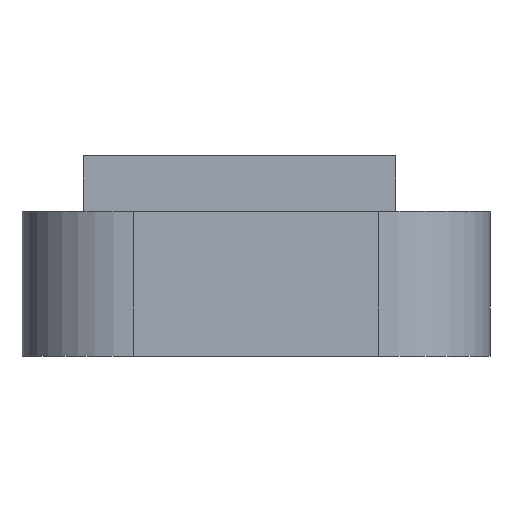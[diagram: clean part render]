
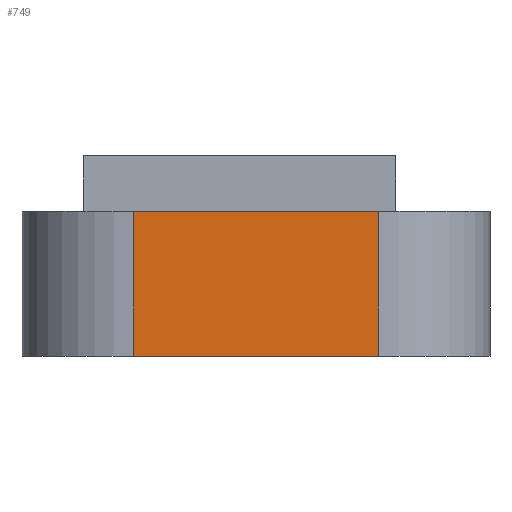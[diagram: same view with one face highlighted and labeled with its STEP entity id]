
A CAD part, front view. The second image highlights one B-rep face of the part: STEP entity #749.
In plain terms, the highlighted planar face has unit normal (0, -1, 0).
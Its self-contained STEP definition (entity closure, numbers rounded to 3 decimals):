
#35 = EDGE_CURVE ( 'NONE', #186, #620, #748, .T. ) ;
#58 = DIRECTION ( 'NONE',  ( 1., 0., 0. ) ) ;
#62 = FACE_OUTER_BOUND ( 'NONE', #268, .T. ) ;
#65 = CARTESIAN_POINT ( 'NONE',  ( 6.4, 0., 2.6 ) ) ;
#99 = LINE ( 'NONE', #441, #109 ) ;
#105 = LINE ( 'NONE', #790, #327 ) ;
#109 = VECTOR ( 'NONE', #722, 1000. ) ;
#140 = DIRECTION ( 'NONE',  ( 0., 1., 0. ) ) ;
#186 = VERTEX_POINT ( 'NONE', #782 ) ;
#194 = AXIS2_PLACEMENT_3D ( 'NONE', #755, #140, #345 ) ;
#225 = VERTEX_POINT ( 'NONE', #856 ) ;
#229 = EDGE_CURVE ( 'NONE', #186, #464, #99, .T. ) ;
#267 = PLANE ( 'NONE',  #194 ) ;
#268 = EDGE_LOOP ( 'NONE', ( #360, #818, #425, #410 ) ) ;
#327 = VECTOR ( 'NONE', #855, 1000. ) ;
#345 = DIRECTION ( 'NONE',  ( 0., 0., 1. ) ) ;
#360 = ORIENTED_EDGE ( 'NONE', *, *, #35, .F. ) ;
#410 = ORIENTED_EDGE ( 'NONE', *, *, #719, .T. ) ;
#425 = ORIENTED_EDGE ( 'NONE', *, *, #435, .T. ) ;
#435 = EDGE_CURVE ( 'NONE', #464, #225, #105, .T. ) ;
#441 = CARTESIAN_POINT ( 'NONE',  ( 2., 0., 2.6 ) ) ;
#451 = CARTESIAN_POINT ( 'NONE',  ( 2., 0., 0. ) ) ;
#463 = LINE ( 'NONE', #814, #507 ) ;
#464 = VERTEX_POINT ( 'NONE', #451 ) ;
#507 = VECTOR ( 'NONE', #551, 1000. ) ;
#551 = DIRECTION ( 'NONE',  ( 0., 0., 1. ) ) ;
#620 = VERTEX_POINT ( 'NONE', #65 ) ;
#681 = CARTESIAN_POINT ( 'NONE',  ( 0., 0., 2.6 ) ) ;
#719 = EDGE_CURVE ( 'NONE', #225, #620, #463, .T. ) ;
#722 = DIRECTION ( 'NONE',  ( 0., 0., -1. ) ) ;
#729 = VECTOR ( 'NONE', #58, 1000. ) ;
#748 = LINE ( 'NONE', #681, #729 ) ;
#749 = ADVANCED_FACE ( 'NONE', ( #62 ), #267, .F. ) ;
#755 = CARTESIAN_POINT ( 'NONE',  ( 0., 0., 2.6 ) ) ;
#782 = CARTESIAN_POINT ( 'NONE',  ( 2., 0., 2.6 ) ) ;
#790 = CARTESIAN_POINT ( 'NONE',  ( 0., 0., 0. ) ) ;
#814 = CARTESIAN_POINT ( 'NONE',  ( 6.4, 0., 2.6 ) ) ;
#818 = ORIENTED_EDGE ( 'NONE', *, *, #229, .T. ) ;
#855 = DIRECTION ( 'NONE',  ( 1., 0., 0. ) ) ;
#856 = CARTESIAN_POINT ( 'NONE',  ( 6.4, 0., 0. ) ) ;
